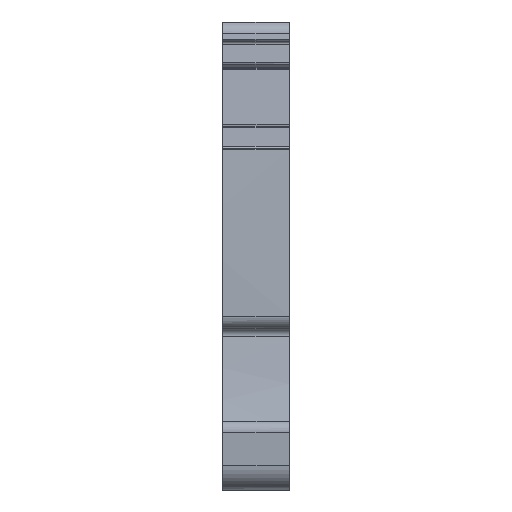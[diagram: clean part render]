
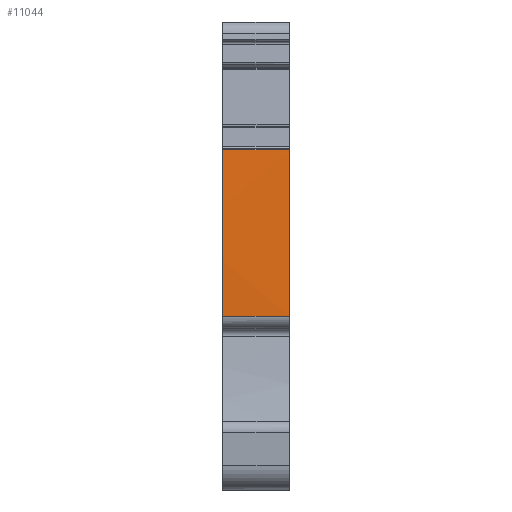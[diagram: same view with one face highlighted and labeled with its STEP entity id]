
A CAD part, front view. The second image highlights one B-rep face of the part: STEP entity #11044.
In plain terms, the highlighted cylindrical face has radius 154.9 mm (diameter 309.8 mm), a partial arc.
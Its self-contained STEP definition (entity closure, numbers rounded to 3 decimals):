
#5845=AXIS2_PLACEMENT_3D('Circle Axis2P3D',#5843,#5844,$) ;
#5852=AXIS2_PLACEMENT_3D('Circle Axis2P3D',#5850,#5851,$) ;
#10423=AXIS2_PLACEMENT_3D('Cylinder Axis2P3D',#10420,#10421,#10422) ;
#1853=CARTESIAN_POINT('Vertex',(5.1,1.761,26.266)) ;
#1857=CARTESIAN_POINT('Control Point',(5.1,1.761,26.266)) ;
#1858=CARTESIAN_POINT('Control Point',(5.1,1.608,23.706)) ;
#1859=CARTESIAN_POINT('Control Point',(5.1,1.509,21.144)) ;
#1860=CARTESIAN_POINT('Control Point',(5.1,1.462,18.578)) ;
#1861=CARTESIAN_POINT('Control Point',(5.1,1.469,16.013)) ;
#1862=CARTESIAN_POINT('Control Point',(5.1,1.528,13.45)) ;
#1863=CARTESIAN_POINT('Vertex',(5.1,1.528,13.45)) ;
#1867=CARTESIAN_POINT('Control Point',(5.1,1.528,13.45)) ;
#1868=CARTESIAN_POINT('Control Point',(5.1,1.528,13.445)) ;
#1869=CARTESIAN_POINT('Control Point',(5.1,1.529,13.441)) ;
#1870=CARTESIAN_POINT('Control Point',(5.1,1.529,13.436)) ;
#1871=CARTESIAN_POINT('Control Point',(5.1,1.529,13.431)) ;
#1872=CARTESIAN_POINT('Control Point',(5.1,1.529,13.427)) ;
#1873=CARTESIAN_POINT('Vertex',(5.1,1.529,13.427)) ;
#5840=CARTESIAN_POINT('Vertex',(0.,1.529,13.427)) ;
#5843=CARTESIAN_POINT('Axis2P3D Location',(0.,156.391,17.05)) ;
#5847=CARTESIAN_POINT('Vertex',(0.,1.528,13.45)) ;
#5850=CARTESIAN_POINT('Axis2P3D Location',(0.,156.387,17.05)) ;
#5854=CARTESIAN_POINT('Vertex',(0.,1.761,26.266)) ;
#10420=CARTESIAN_POINT('Axis2P3D Location',(2.55,156.387,17.05)) ;
#11018=CARTESIAN_POINT('Line Origine',(2.55,1.761,26.266)) ;
#11031=CARTESIAN_POINT('Line Origine',(2.55,1.529,13.427)) ;
#5844=DIRECTION('Axis2P3D Direction',(1.,0.,0.)) ;
#5851=DIRECTION('Axis2P3D Direction',(1.,0.,0.)) ;
#10421=DIRECTION('Axis2P3D Direction',(1.,0.,0.)) ;
#10422=DIRECTION('Axis2P3D XDirection',(0.,-0.993,0.118)) ;
#11019=DIRECTION('Vector Direction',(1.,0.,0.)) ;
#11032=DIRECTION('Vector Direction',(1.,0.,0.)) ;
#11020=VECTOR('Line Direction',#11019,1.) ;
#11033=VECTOR('Line Direction',#11032,1.) ;
#11037=ORIENTED_EDGE('',*,*,#1865,.F.) ;
#11038=ORIENTED_EDGE('',*,*,#11022,.T.) ;
#11039=ORIENTED_EDGE('',*,*,#5856,.T.) ;
#11040=ORIENTED_EDGE('',*,*,#5849,.T.) ;
#11041=ORIENTED_EDGE('',*,*,#11035,.T.) ;
#11042=ORIENTED_EDGE('',*,*,#1875,.F.) ;
#11044=ADVANCED_FACE('MLD',(#11043),#10424,.T.) ;
#1856=B_SPLINE_CURVE_WITH_KNOTS('',5,(#1857,#1858,#1859,#1860,#1861,#1862),.UNSPECIFIED.,.F.,.U.,(6,6),(0.,18.13),.UNSPECIFIED.) ;
#1866=B_SPLINE_CURVE_WITH_KNOTS('',5,(#1867,#1868,#1869,#1870,#1871,#1872),.UNSPECIFIED.,.F.,.U.,(6,6),(0.,0.033),.UNSPECIFIED.) ;
#5846=CIRCLE('generated circle',#5845,154.905) ;
#5853=CIRCLE('generated circle',#5852,154.9) ;
#10424=CYLINDRICAL_SURFACE('generated cylinder',#10423,154.9) ;
#1865=EDGE_CURVE('',#1854,#1864,#1856,.T.) ;
#1875=EDGE_CURVE('',#1864,#1874,#1866,.T.) ;
#5849=EDGE_CURVE('',#5848,#5841,#5846,.T.) ;
#5856=EDGE_CURVE('',#5855,#5848,#5853,.T.) ;
#11022=EDGE_CURVE('',#1854,#5855,#11021,.F.) ;
#11035=EDGE_CURVE('',#5841,#1874,#11034,.T.) ;
#11036=EDGE_LOOP('',(#11037,#11038,#11039,#11040,#11041,#11042)) ;
#11043=FACE_OUTER_BOUND('',#11036,.T.) ;
#11021=LINE('Line',#11018,#11020) ;
#11034=LINE('Line',#11031,#11033) ;
#1854=VERTEX_POINT('',#1853) ;
#1864=VERTEX_POINT('',#1863) ;
#1874=VERTEX_POINT('',#1873) ;
#5841=VERTEX_POINT('',#5840) ;
#5848=VERTEX_POINT('',#5847) ;
#5855=VERTEX_POINT('',#5854) ;
